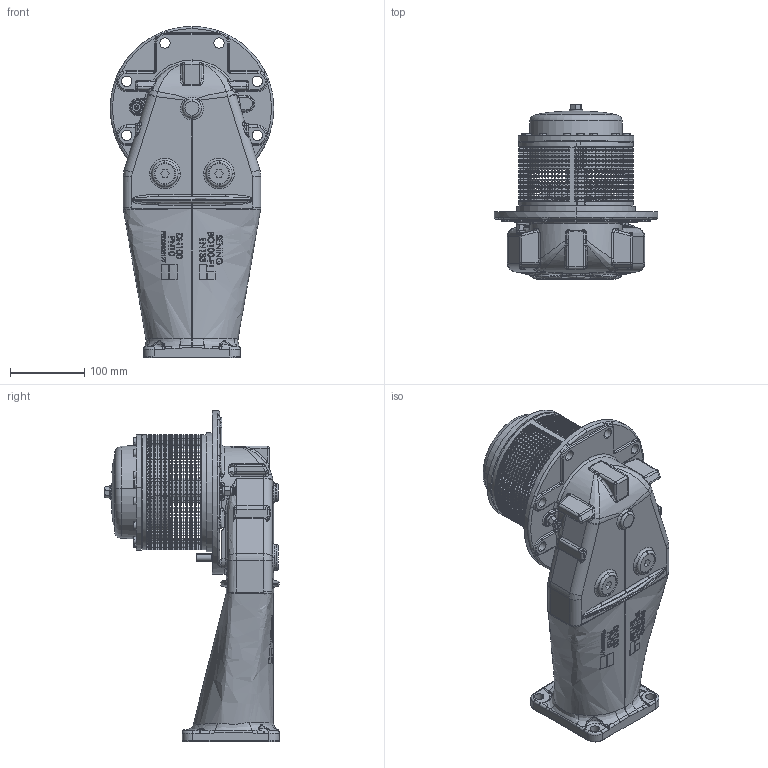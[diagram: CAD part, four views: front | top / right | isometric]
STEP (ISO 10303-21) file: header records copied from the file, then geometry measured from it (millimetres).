
FILE_DESCRIPTION (( 'STEP AP214' ), '1' );
FILE_NAME ('BO100-F1_19132.STEP', '2014-07-08T05:31:25', ( 'Admin2' ), ( '' ), 'SwSTEP 2.0', 'SolidWorks 2010', '' );
FILE_SCHEMA (( 'AUTOMOTIVE_DESIGN' ));
Length unit declared in the file: millimetre
Products named in the file (1): BO100-F1_19132
Bounding box: 220 x 234.45 x 445 mm (x, y, z)
Surface area: 523341.3 mm2 (no closed solid volume)
Topology: 0 solids, 73 shells, 4712 faces, 21146 edges, 14943 vertices
Faces by surface type: plane 3721, bspline 457, cylinder 330, torus 128, cone 58, sphere 18
Entity records: 318798 total; most frequent: CARTESIAN_POINT 94122, DIRECTION 35048, ORIENTED_EDGE 32586, EDGE_CURVE 21113, VERTEX_POINT 14943, VECTOR 11840, LINE 11840, AXIS2_PLACEMENT_3D 11604
